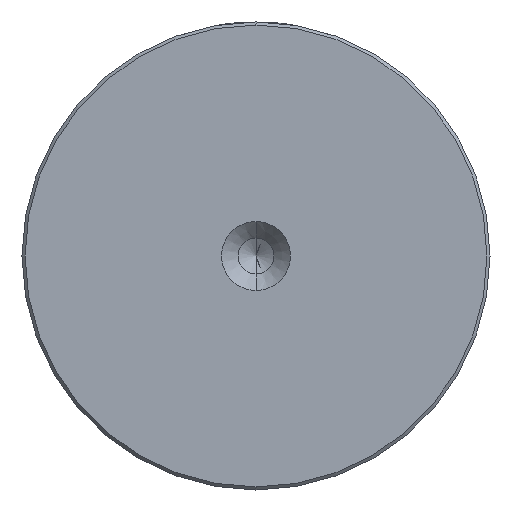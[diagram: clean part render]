
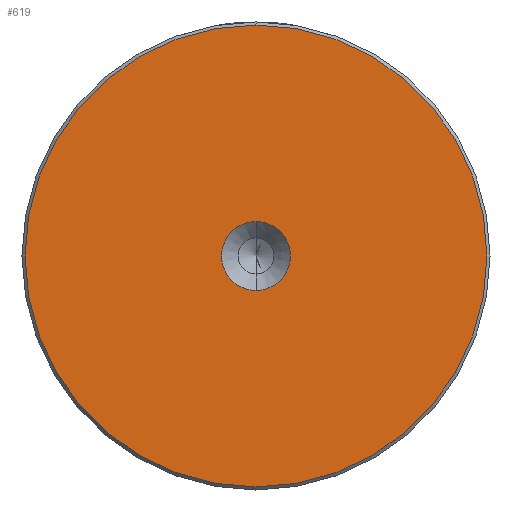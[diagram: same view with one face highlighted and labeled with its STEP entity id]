
A CAD part, left-side view. The second image highlights one B-rep face of the part: STEP entity #619.
In plain terms, the highlighted planar face has unit normal (-1, 0, 0).
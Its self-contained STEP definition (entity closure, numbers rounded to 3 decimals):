
#111 = VERTEX_POINT ( 'NONE', #210 ) ;
#133 = DIRECTION ( 'NONE',  ( -1., 0., 0. ) ) ;
#210 = CARTESIAN_POINT ( 'NONE',  ( 0., 0., 5.6 ) ) ;
#249 = CIRCLE ( 'NONE', #1189, 5.6 ) ;
#264 = VERTEX_POINT ( 'NONE', #777 ) ;
#273 = CIRCLE ( 'NONE', #2364, 5.6 ) ;
#440 = EDGE_CURVE ( 'NONE', #2487, #111, #273, .T. ) ;
#521 = ORIENTED_EDGE ( 'NONE', *, *, #1233, .T. ) ;
#567 = ORIENTED_EDGE ( 'NONE', *, *, #440, .F. ) ;
#586 = CARTESIAN_POINT ( 'NONE',  ( 0., 0., -37.5 ) ) ;
#619 = ADVANCED_FACE ( 'NONE', ( #1408, #831 ), #784, .T. ) ;
#665 = AXIS2_PLACEMENT_3D ( 'NONE', #1093, #2429, #1293 ) ;
#668 = ORIENTED_EDGE ( 'NONE', *, *, #2337, .F. ) ;
#726 = ORIENTED_EDGE ( 'NONE', *, *, #1102, .T. ) ;
#775 = CARTESIAN_POINT ( 'NONE',  ( 0., 0., 0. ) ) ;
#777 = CARTESIAN_POINT ( 'NONE',  ( 0., 0., 37.5 ) ) ;
#783 = DIRECTION ( 'NONE',  ( -1., 0., 0. ) ) ;
#784 = PLANE ( 'NONE',  #1940 ) ;
#831 = FACE_BOUND ( 'NONE', #1947, .T. ) ;
#873 = CARTESIAN_POINT ( 'NONE',  ( 0., 0., -5.6 ) ) ;
#922 = DIRECTION ( 'NONE',  ( 0., 0., 1. ) ) ;
#1015 = CIRCLE ( 'NONE', #1832, 37.5 ) ;
#1093 = CARTESIAN_POINT ( 'NONE',  ( 0., 0., 0. ) ) ;
#1102 = EDGE_CURVE ( 'NONE', #264, #1387, #1195, .T. ) ;
#1120 = CARTESIAN_POINT ( 'NONE',  ( 0., 0., 0. ) ) ;
#1132 = CARTESIAN_POINT ( 'NONE',  ( 0., 0., 0. ) ) ;
#1189 = AXIS2_PLACEMENT_3D ( 'NONE', #1936, #783, #2132 ) ;
#1195 = CIRCLE ( 'NONE', #665, 37.5 ) ;
#1233 = EDGE_CURVE ( 'NONE', #1387, #264, #1015, .T. ) ;
#1293 = DIRECTION ( 'NONE',  ( 0., 0., 1. ) ) ;
#1328 = DIRECTION ( 'NONE',  ( 0., 0., 1. ) ) ;
#1387 = VERTEX_POINT ( 'NONE', #586 ) ;
#1404 = DIRECTION ( 'NONE',  ( 0., 0., 1. ) ) ;
#1408 = FACE_OUTER_BOUND ( 'NONE', #2480, .T. ) ;
#1607 = DIRECTION ( 'NONE',  ( -1., 0., 0. ) ) ;
#1832 = AXIS2_PLACEMENT_3D ( 'NONE', #1132, #2463, #1328 ) ;
#1936 = CARTESIAN_POINT ( 'NONE',  ( 0., 0., 0. ) ) ;
#1940 = AXIS2_PLACEMENT_3D ( 'NONE', #775, #1607, #1404 ) ;
#1947 = EDGE_LOOP ( 'NONE', ( #668, #567 ) ) ;
#2132 = DIRECTION ( 'NONE',  ( 0., 0., 1. ) ) ;
#2337 = EDGE_CURVE ( 'NONE', #111, #2487, #249, .T. ) ;
#2364 = AXIS2_PLACEMENT_3D ( 'NONE', #1120, #133, #922 ) ;
#2429 = DIRECTION ( 'NONE',  ( -1., 0., 0. ) ) ;
#2463 = DIRECTION ( 'NONE',  ( -1., 0., 0. ) ) ;
#2480 = EDGE_LOOP ( 'NONE', ( #521, #726 ) ) ;
#2487 = VERTEX_POINT ( 'NONE', #873 ) ;
